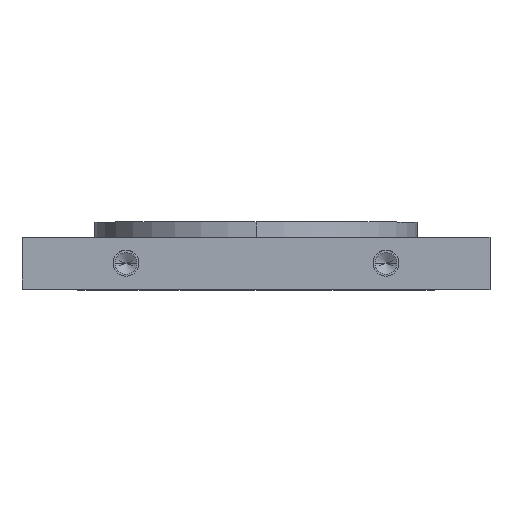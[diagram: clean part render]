
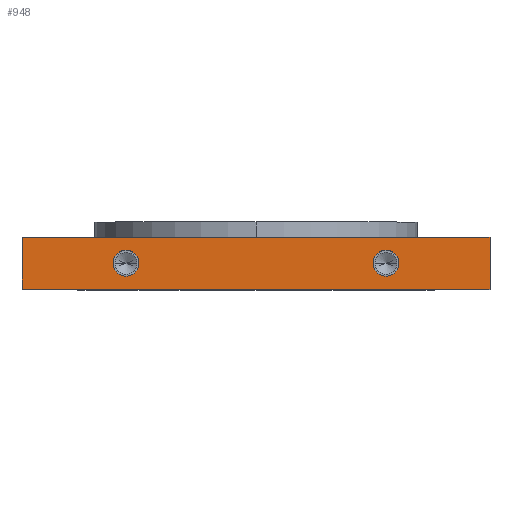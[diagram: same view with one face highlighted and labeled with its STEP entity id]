
A CAD part, top view. The second image highlights one B-rep face of the part: STEP entity #948.
In plain terms, the highlighted face is planar.
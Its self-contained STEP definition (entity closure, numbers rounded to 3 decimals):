
#54 = VECTOR ( 'NONE', #1820, 1000. ) ;
#72 = DIRECTION ( 'NONE',  ( 0., -1., 0. ) ) ;
#85 = LINE ( 'NONE', #716, #1734 ) ;
#123 = EDGE_CURVE ( 'NONE', #714, #1204, #1512, .T. ) ;
#175 = CARTESIAN_POINT ( 'NONE',  ( 45., -60., -10. ) ) ;
#216 = DIRECTION ( 'NONE',  ( -1., 0., 0. ) ) ;
#275 = VERTEX_POINT ( 'NONE', #1498 ) ;
#323 = DIRECTION ( 'NONE',  ( -1., 0., 0. ) ) ;
#381 = CARTESIAN_POINT ( 'NONE',  ( -25., -60., -5. ) ) ;
#390 = EDGE_LOOP ( 'NONE', ( #535, #1516, #640, #969 ) ) ;
#395 = FACE_BOUND ( 'NONE', #1951, .T. ) ;
#438 = EDGE_LOOP ( 'NONE', ( #668, #1282 ) ) ;
#448 = VECTOR ( 'NONE', #790, 1000. ) ;
#470 = VERTEX_POINT ( 'NONE', #2006 ) ;
#479 = DIRECTION ( 'NONE',  ( 0., -1., 0. ) ) ;
#496 = AXIS2_PLACEMENT_3D ( 'NONE', #855, #1983, #1001 ) ;
#511 = CIRCLE ( 'NONE', #1653, 2.5 ) ;
#521 = EDGE_CURVE ( 'NONE', #768, #589, #1706, .T. ) ;
#535 = ORIENTED_EDGE ( 'NONE', *, *, #521, .T. ) ;
#544 = ORIENTED_EDGE ( 'NONE', *, *, #1872, .F. ) ;
#562 = VECTOR ( 'NONE', #972, 1000. ) ;
#570 = CARTESIAN_POINT ( 'NONE',  ( -22.5, -60., -5. ) ) ;
#589 = VERTEX_POINT ( 'NONE', #1869 ) ;
#640 = ORIENTED_EDGE ( 'NONE', *, *, #897, .F. ) ;
#668 = ORIENTED_EDGE ( 'NONE', *, *, #123, .F. ) ;
#710 = DIRECTION ( 'NONE',  ( 0., -1., 0. ) ) ;
#714 = VERTEX_POINT ( 'NONE', #1096 ) ;
#716 = CARTESIAN_POINT ( 'NONE',  ( 45., -60., -10. ) ) ;
#741 = FACE_OUTER_BOUND ( 'NONE', #390, .T. ) ;
#747 = VERTEX_POINT ( 'NONE', #175 ) ;
#768 = VERTEX_POINT ( 'NONE', #1613 ) ;
#784 = EDGE_CURVE ( 'NONE', #1204, #714, #511, .T. ) ;
#790 = DIRECTION ( 'NONE',  ( -1., 0., 0. ) ) ;
#816 = CARTESIAN_POINT ( 'NONE',  ( -25., -60., -5. ) ) ;
#855 = CARTESIAN_POINT ( 'NONE',  ( 45., -60., -10. ) ) ;
#897 = EDGE_CURVE ( 'NONE', #747, #275, #1343, .T. ) ;
#906 = CARTESIAN_POINT ( 'NONE',  ( 25., -60., -5. ) ) ;
#948 = ADVANCED_FACE ( 'NONE', ( #395, #1664, #741 ), #1358, .F. ) ;
#969 = ORIENTED_EDGE ( 'NONE', *, *, #1048, .T. ) ;
#972 = DIRECTION ( 'NONE',  ( 0., 0., 1. ) ) ;
#1001 = DIRECTION ( 'NONE',  ( 1., 0., 0. ) ) ;
#1014 = EDGE_CURVE ( 'NONE', #275, #589, #1471, .T. ) ;
#1048 = EDGE_CURVE ( 'NONE', #747, #768, #85, .T. ) ;
#1060 = CARTESIAN_POINT ( 'NONE',  ( 45., -60., 0. ) ) ;
#1096 = CARTESIAN_POINT ( 'NONE',  ( -27.5, -60., -5. ) ) ;
#1147 = DIRECTION ( 'NONE',  ( -1., 0., 0. ) ) ;
#1177 = EDGE_CURVE ( 'NONE', #470, #1842, #1540, .T. ) ;
#1204 = VERTEX_POINT ( 'NONE', #570 ) ;
#1238 = CARTESIAN_POINT ( 'NONE',  ( 25., -60., -5. ) ) ;
#1243 = AXIS2_PLACEMENT_3D ( 'NONE', #906, #1529, #1683 ) ;
#1246 = AXIS2_PLACEMENT_3D ( 'NONE', #816, #710, #1147 ) ;
#1282 = ORIENTED_EDGE ( 'NONE', *, *, #784, .F. ) ;
#1343 = LINE ( 'NONE', #1956, #54 ) ;
#1358 = PLANE ( 'NONE',  #496 ) ;
#1411 = CARTESIAN_POINT ( 'NONE',  ( 27.5, -60., -5. ) ) ;
#1471 = LINE ( 'NONE', #1579, #562 ) ;
#1498 = CARTESIAN_POINT ( 'NONE',  ( -45., -60., -10. ) ) ;
#1512 = CIRCLE ( 'NONE', #1246, 2.5 ) ;
#1516 = ORIENTED_EDGE ( 'NONE', *, *, #1014, .F. ) ;
#1529 = DIRECTION ( 'NONE',  ( 0., -1., 0. ) ) ;
#1540 = CIRCLE ( 'NONE', #1243, 2.5 ) ;
#1579 = CARTESIAN_POINT ( 'NONE',  ( -45., -60., -10. ) ) ;
#1593 = ORIENTED_EDGE ( 'NONE', *, *, #1177, .F. ) ;
#1613 = CARTESIAN_POINT ( 'NONE',  ( 45., -60., 0. ) ) ;
#1653 = AXIS2_PLACEMENT_3D ( 'NONE', #381, #72, #216 ) ;
#1664 = FACE_BOUND ( 'NONE', #438, .T. ) ;
#1683 = DIRECTION ( 'NONE',  ( -1., 0., 0. ) ) ;
#1706 = LINE ( 'NONE', #1060, #448 ) ;
#1734 = VECTOR ( 'NONE', #1954, 1000. ) ;
#1777 = AXIS2_PLACEMENT_3D ( 'NONE', #1238, #479, #323 ) ;
#1820 = DIRECTION ( 'NONE',  ( -1., 0., 0. ) ) ;
#1842 = VERTEX_POINT ( 'NONE', #1411 ) ;
#1869 = CARTESIAN_POINT ( 'NONE',  ( -45., -60., 0. ) ) ;
#1872 = EDGE_CURVE ( 'NONE', #1842, #470, #1975, .T. ) ;
#1951 = EDGE_LOOP ( 'NONE', ( #1593, #544 ) ) ;
#1954 = DIRECTION ( 'NONE',  ( 0., 0., 1. ) ) ;
#1956 = CARTESIAN_POINT ( 'NONE',  ( 45., -60., -10. ) ) ;
#1975 = CIRCLE ( 'NONE', #1777, 2.5 ) ;
#1983 = DIRECTION ( 'NONE',  ( 0., 1., 0. ) ) ;
#2006 = CARTESIAN_POINT ( 'NONE',  ( 22.5, -60., -5. ) ) ;
